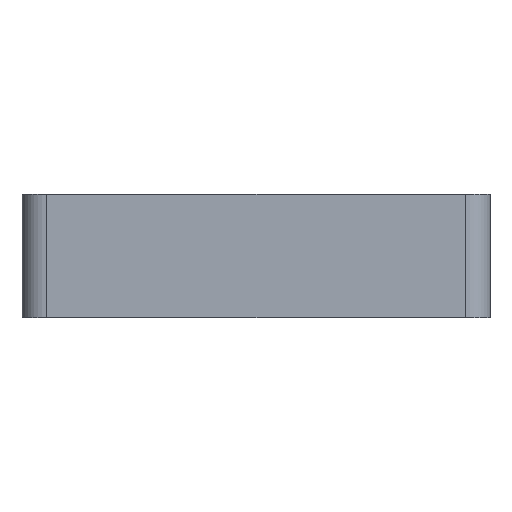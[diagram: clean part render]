
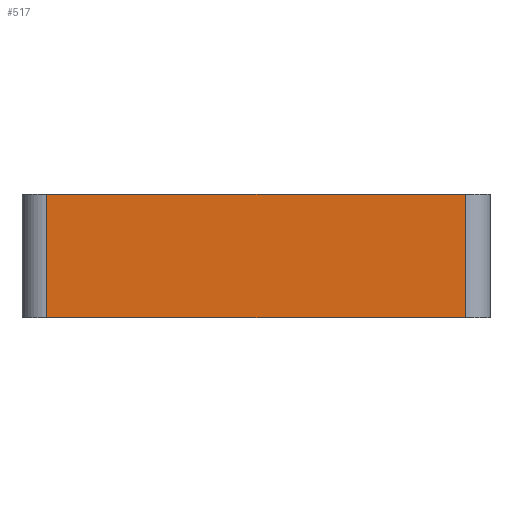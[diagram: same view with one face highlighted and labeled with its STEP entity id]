
A CAD part, left-side view. The second image highlights one B-rep face of the part: STEP entity #517.
In plain terms, the highlighted planar face has unit normal (-1, 0, 0).
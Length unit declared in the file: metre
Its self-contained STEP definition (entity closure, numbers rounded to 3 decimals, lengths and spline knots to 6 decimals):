
#14=PLANE('',#564);
#36=LINE('',#800,#88);
#37=LINE('',#804,#89);
#38=LINE('',#806,#90);
#39=LINE('',#808,#91);
#88=VECTOR('',#638,1.);
#89=VECTOR('',#643,1.);
#90=VECTOR('',#644,1.);
#91=VECTOR('',#645,1.);
#151=ORIENTED_EDGE('',*,*,#303,.F.);
#152=ORIENTED_EDGE('',*,*,#304,.F.);
#153=ORIENTED_EDGE('',*,*,#305,.T.);
#154=ORIENTED_EDGE('',*,*,#301,.T.);
#301=EDGE_CURVE('',#376,#375,#36,.T.);
#303=EDGE_CURVE('',#377,#375,#37,.T.);
#304=EDGE_CURVE('',#378,#377,#38,.T.);
#305=EDGE_CURVE('',#378,#376,#39,.T.);
#375=VERTEX_POINT('',#799);
#376=VERTEX_POINT('',#801);
#377=VERTEX_POINT('',#805);
#378=VERTEX_POINT('',#807);
#448=EDGE_LOOP('',(#151,#152,#153,#154));
#476=FACE_BOUND('',#448,.T.);
#517=ADVANCED_FACE('',(#476),#14,.T.);
#564=AXIS2_PLACEMENT_3D('',#803,#641,#642);
#638=DIRECTION('',(0.,0.,-1.));
#641=DIRECTION('',(-1.,0.,0.));
#642=DIRECTION('',(0.,-1.,0.));
#643=DIRECTION('',(0.,1.,0.));
#644=DIRECTION('',(0.,0.,-1.));
#645=DIRECTION('',(0.,1.,0.));
#799=CARTESIAN_POINT('',(-0.024,0.0085,0.));
#800=CARTESIAN_POINT('',(-0.024,0.0085,0.005));
#801=CARTESIAN_POINT('',(-0.024,0.0085,0.005));
#803=CARTESIAN_POINT('',(-0.024,0.,0.005));
#804=CARTESIAN_POINT('',(-0.024,0.,0.));
#805=CARTESIAN_POINT('',(-0.024,-0.0085,0.));
#806=CARTESIAN_POINT('',(-0.024,-0.0085,0.005));
#807=CARTESIAN_POINT('',(-0.024,-0.0085,0.005));
#808=CARTESIAN_POINT('',(-0.024,0.,0.005));
